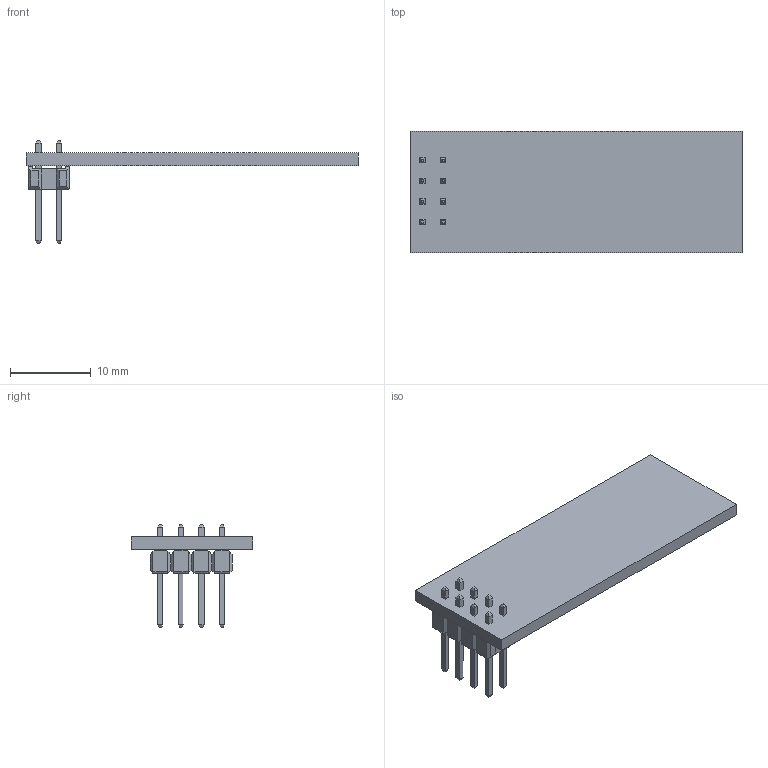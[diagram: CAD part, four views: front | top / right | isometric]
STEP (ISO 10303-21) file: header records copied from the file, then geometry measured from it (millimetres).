
FILE_DESCRIPTION(('FreeCAD Model'),'2;1');
FILE_NAME('COMPOUND_sp_sp.step','2018-06-23T18:44:02',( 'kicad StepUp'),('ksu MCAD'),'Open CASCADE STEP processor 6.8', 'FreeCAD','Unknown');
FILE_SCHEMA(('AUTOMOTIVE_DESIGN_CC2 { 1 2 10303 214 -1 1 5 4 }'));
Length unit declared in the file: millimetre
Products named in the file (1): COMPOUND_sp_sp
Bounding box: 41 x 15 x 12.7 mm (x, y, z)
Volume: 1122.1 mm3; surface area: 1812.8 mm2
Topology: 1 solids, 1 shells, 314 faces, 844 edges, 528 vertices
Faces by surface type: plane 258, bspline 56
Entity records: 17568 total; most frequent: CARTESIAN_POINT 9239, ORIENTED_EDGE 1688, EDGE_CURVE 844, B_SPLINE_CURVE_WITH_KNOTS 784, DIRECTION 578, VERTEX_POINT 528, FACE_BOUND 346, EDGE_LOOP 346
